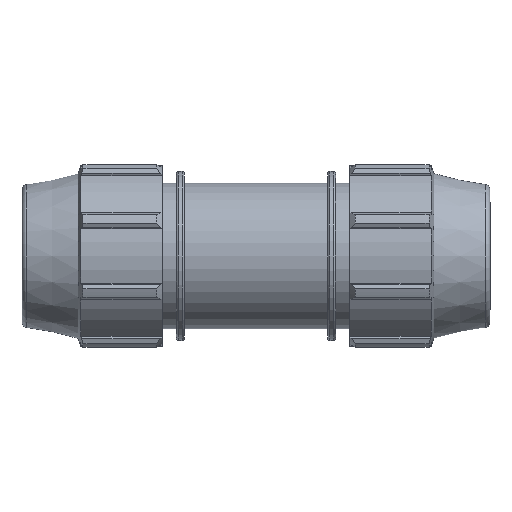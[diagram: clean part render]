
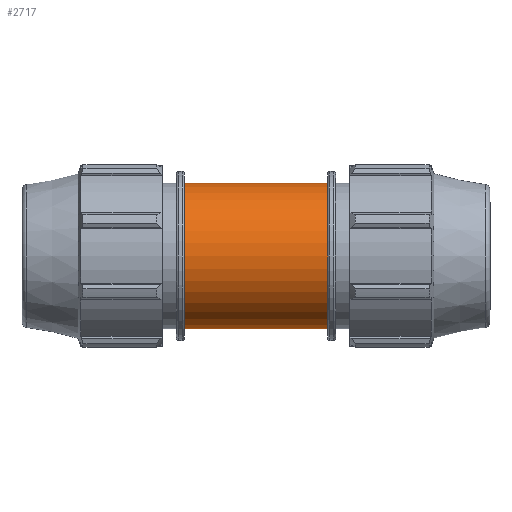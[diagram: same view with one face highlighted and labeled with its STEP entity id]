
A CAD part, front view. The second image highlights one B-rep face of the part: STEP entity #2717.
In plain terms, the highlighted cylindrical face has radius 42.375 mm (diameter 84.75 mm), a full revolution.
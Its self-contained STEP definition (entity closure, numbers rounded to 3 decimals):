
#574=B_SPLINE_CURVE_WITH_KNOTS('',3,(#3914,#3915,#3916,#3917,#3918,#3919,
#3920,#3921,#3922,#3923,#3924,#3925,#3926,#3927,#3928,#3929,#3930,#3931,
#3932,#3933,#3934,#3935,#3936,#3937,#3938,#3939,#3940,#3941,#3942,#3943,
#3944,#3945,#3946,#3947,#3948,#3949,#3950,#3951,#3952,#3953,#3954,#3955,
#3956,#3957,#3958,#3959,#3960,#3961,#3962,#3963,#3964,#3965,#3966,#3967,
#3968,#3969,#3970,#3971,#3972,#3973,#3974,#3975,#3976,#3977,#3978,#3979),
 .UNSPECIFIED.,.T.,.F.,(4,2,2,2,2,2,2,2,2,2,2,2,2,2,2,2,2,2,2,2,2,2,2,2,
2,2,2,2,2,2,2,2,4),(0.,0.66,1.321,1.981,
2.641,3.285,3.93,4.574,5.218,
5.862,6.506,7.151,7.795,8.455,
9.115,9.776,10.436,11.096,11.756,
12.417,13.077,13.721,14.365,15.01,
15.654,16.298,16.942,17.586,18.231,
18.891,19.551,20.211,20.872),
 .UNSPECIFIED.);
#576=FACE_BOUND('',#781,.T.);
#577=FACE_BOUND('',#782,.T.);
#623=FACE_OUTER_BOUND('',#780,.T.);
#780=EDGE_LOOP('',(#1754));
#781=EDGE_LOOP('',(#1755));
#782=EDGE_LOOP('',(#1756));
#984=CIRCLE('',#2877,42.375);
#985=CIRCLE('',#2878,42.375);
#1106=VERTEX_POINT('',#3909);
#1107=VERTEX_POINT('',#3911);
#1108=VERTEX_POINT('',#3913);
#1374=EDGE_CURVE('',#1106,#1106,#984,.T.);
#1375=EDGE_CURVE('',#1107,#1107,#985,.T.);
#1376=EDGE_CURVE('',#1108,#1108,#574,.T.);
#1754=ORIENTED_EDGE('',*,*,#1374,.F.);
#1755=ORIENTED_EDGE('',*,*,#1375,.T.);
#1756=ORIENTED_EDGE('',*,*,#1376,.F.);
#2514=CYLINDRICAL_SURFACE('',#2876,42.375);
#2717=ADVANCED_FACE('',(#623,#576,#577),#2514,.T.);
#2876=AXIS2_PLACEMENT_3D('',#3908,#3157,#3158);
#2877=AXIS2_PLACEMENT_3D('',#3910,#3159,#3160);
#2878=AXIS2_PLACEMENT_3D('',#3912,#3161,#3162);
#3157=DIRECTION('center_axis',(1.,0.,0.));
#3158=DIRECTION('ref_axis',(0.,1.,0.));
#3159=DIRECTION('center_axis',(1.,0.,0.));
#3160=DIRECTION('ref_axis',(0.,0.,-1.));
#3161=DIRECTION('center_axis',(1.,0.,0.));
#3162=DIRECTION('ref_axis',(0.,0.,-1.));
#3908=CARTESIAN_POINT('Origin',(20.853,0.,0.));
#3909=CARTESIAN_POINT('',(41.707,42.375,0.));
#3910=CARTESIAN_POINT('Origin',(41.707,0.,0.));
#3911=CARTESIAN_POINT('',(-41.707,42.375,0.));
#3912=CARTESIAN_POINT('Origin',(-41.707,0.,
0.));
#3913=CARTESIAN_POINT('',(0.,27.099,32.577));
#3914=CARTESIAN_POINT('Ctrl Pts',(0.,27.099,
32.577));
#3915=CARTESIAN_POINT('Ctrl Pts',(2.201,27.099,32.577));
#3916=CARTESIAN_POINT('Ctrl Pts',(4.401,27.375,32.352));
#3917=CARTESIAN_POINT('Ctrl Pts',(8.679,28.379,31.476));
#3918=CARTESIAN_POINT('Ctrl Pts',(10.757,29.101,30.825));
#3919=CARTESIAN_POINT('Ctrl Pts',(14.702,30.779,29.15));
#3920=CARTESIAN_POINT('Ctrl Pts',(16.572,31.732,28.125));
#3921=CARTESIAN_POINT('Ctrl Pts',(20.031,33.668,25.776));
#3922=CARTESIAN_POINT('Ctrl Pts',(21.621,34.65,24.451));
#3923=CARTESIAN_POINT('Ctrl Pts',(24.416,36.461,21.655));
#3924=CARTESIAN_POINT('Ctrl Pts',(25.734,37.362,20.086));
#3925=CARTESIAN_POINT('Ctrl Pts',(28.092,39.023,16.629));
#3926=CARTESIAN_POINT('Ctrl Pts',(29.133,39.784,14.74));
#3927=CARTESIAN_POINT('Ctrl Pts',(30.83,41.043,10.747));
#3928=CARTESIAN_POINT('Ctrl Pts',(31.488,41.542,8.638));
#3929=CARTESIAN_POINT('Ctrl Pts',(32.361,42.208,4.338));
#3930=CARTESIAN_POINT('Ctrl Pts',(32.577,42.375,2.147));
#3931=CARTESIAN_POINT('Ctrl Pts',(32.577,42.375,-2.147));
#3932=CARTESIAN_POINT('Ctrl Pts',(32.361,42.208,-4.338));
#3933=CARTESIAN_POINT('Ctrl Pts',(31.488,41.542,-8.638));
#3934=CARTESIAN_POINT('Ctrl Pts',(30.83,41.043,-10.747));
#3935=CARTESIAN_POINT('Ctrl Pts',(29.133,39.784,-14.74));
#3936=CARTESIAN_POINT('Ctrl Pts',(28.092,39.023,-16.629));
#3937=CARTESIAN_POINT('Ctrl Pts',(25.734,37.362,-20.086));
#3938=CARTESIAN_POINT('Ctrl Pts',(24.416,36.461,-21.655));
#3939=CARTESIAN_POINT('Ctrl Pts',(21.621,34.65,-24.451));
#3940=CARTESIAN_POINT('Ctrl Pts',(20.031,33.668,-25.776));
#3941=CARTESIAN_POINT('Ctrl Pts',(16.572,31.732,-28.125));
#3942=CARTESIAN_POINT('Ctrl Pts',(14.702,30.779,-29.15));
#3943=CARTESIAN_POINT('Ctrl Pts',(10.757,29.101,-30.825));
#3944=CARTESIAN_POINT('Ctrl Pts',(8.679,28.379,-31.476));
#3945=CARTESIAN_POINT('Ctrl Pts',(4.401,27.375,-32.352));
#3946=CARTESIAN_POINT('Ctrl Pts',(2.201,27.099,-32.577));
#3947=CARTESIAN_POINT('Ctrl Pts',(-2.201,27.099,-32.577));
#3948=CARTESIAN_POINT('Ctrl Pts',(-4.401,27.375,-32.352));
#3949=CARTESIAN_POINT('Ctrl Pts',(-8.679,28.379,-31.476));
#3950=CARTESIAN_POINT('Ctrl Pts',(-10.757,29.101,-30.825));
#3951=CARTESIAN_POINT('Ctrl Pts',(-14.702,30.779,-29.15));
#3952=CARTESIAN_POINT('Ctrl Pts',(-16.572,31.732,-28.125));
#3953=CARTESIAN_POINT('Ctrl Pts',(-20.031,33.668,-25.776));
#3954=CARTESIAN_POINT('Ctrl Pts',(-21.621,34.65,-24.451));
#3955=CARTESIAN_POINT('Ctrl Pts',(-24.416,36.461,-21.655));
#3956=CARTESIAN_POINT('Ctrl Pts',(-25.734,37.362,-20.086));
#3957=CARTESIAN_POINT('Ctrl Pts',(-28.092,39.023,-16.629));
#3958=CARTESIAN_POINT('Ctrl Pts',(-29.133,39.784,-14.74));
#3959=CARTESIAN_POINT('Ctrl Pts',(-30.83,41.043,-10.747));
#3960=CARTESIAN_POINT('Ctrl Pts',(-31.488,41.542,-8.638));
#3961=CARTESIAN_POINT('Ctrl Pts',(-32.361,42.208,-4.338));
#3962=CARTESIAN_POINT('Ctrl Pts',(-32.577,42.375,-2.147));
#3963=CARTESIAN_POINT('Ctrl Pts',(-32.577,42.375,2.147));
#3964=CARTESIAN_POINT('Ctrl Pts',(-32.361,42.208,4.338));
#3965=CARTESIAN_POINT('Ctrl Pts',(-31.488,41.542,8.638));
#3966=CARTESIAN_POINT('Ctrl Pts',(-30.83,41.043,10.747));
#3967=CARTESIAN_POINT('Ctrl Pts',(-29.133,39.784,14.74));
#3968=CARTESIAN_POINT('Ctrl Pts',(-28.092,39.023,16.629));
#3969=CARTESIAN_POINT('Ctrl Pts',(-25.734,37.362,20.086));
#3970=CARTESIAN_POINT('Ctrl Pts',(-24.416,36.461,21.655));
#3971=CARTESIAN_POINT('Ctrl Pts',(-21.621,34.65,24.451));
#3972=CARTESIAN_POINT('Ctrl Pts',(-20.031,33.668,25.776));
#3973=CARTESIAN_POINT('Ctrl Pts',(-16.572,31.732,28.125));
#3974=CARTESIAN_POINT('Ctrl Pts',(-14.702,30.779,29.15));
#3975=CARTESIAN_POINT('Ctrl Pts',(-10.757,29.101,30.825));
#3976=CARTESIAN_POINT('Ctrl Pts',(-8.679,28.379,31.476));
#3977=CARTESIAN_POINT('Ctrl Pts',(-4.401,27.375,32.352));
#3978=CARTESIAN_POINT('Ctrl Pts',(-2.201,27.099,32.577));
#3979=CARTESIAN_POINT('Ctrl Pts',(0.,27.099,
32.577));
